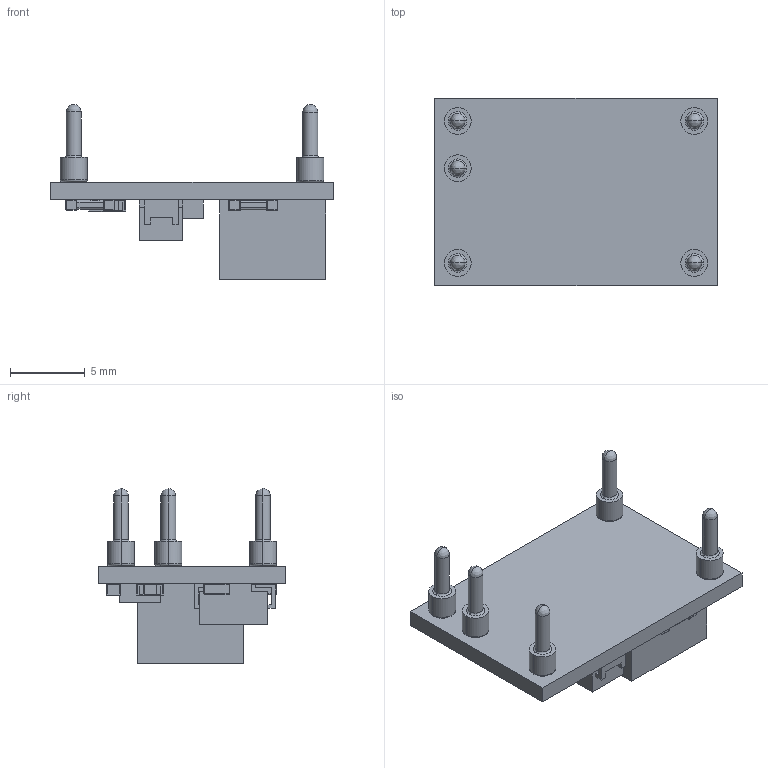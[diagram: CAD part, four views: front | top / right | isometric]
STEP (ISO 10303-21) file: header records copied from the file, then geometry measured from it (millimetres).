
FILE_DESCRIPTION((''),'2;1');
FILE_NAME('PTN78000_TH_mm.stp','2014-03-07T09:06:45',(''),(''),'Mechanical Desktop 2009','Mechanical Desktop 2009',', , ');
FILE_SCHEMA(('CONFIG_CONTROL_DESIGN'));
Length unit declared in the file: millimetre
Products named in the file (13): PTN78000_TH_MM; ~PCB; XFMR; ~~~~~~PART1; PART3; ~~~~~~~~PART1; ~~LEG; 0603_C; 603_R; ~BODY; ~~~~SIDE; ~PART3; ~SOLDER
Assembly tree (24 placements, depth 4):
  PTN78000_TH_MM
    ~PCB
    XFMR
    ~~~~~~PART1  x2
    PART3
    ~~~~~~~~PART1
    ~~LEG  x2
    0603_C  x2
      603_R
        ~BODY
        ~~~~SIDE  x2
    ~PART3  x5
    ~SOLDER  x5
Bounding box: 18.92 x 12.57 x 11.77 mm (x, y, z)
Volume: 638.6 mm3; surface area: 1166.4 mm2
Topology: 24 solids, 24 shells, 435 faces, 981 edges, 531 vertices
Faces by surface type: cylinder 162, plane 155, sphere 64, bspline 34, torus 10, cone 10
Entity records: 6042 total; most frequent: CARTESIAN_POINT 1666, DIRECTION 909, ORIENTED_EDGE 802, EDGE_CURVE 401, AXIS2_PLACEMENT_3D 336, VERTEX_POINT 243, VECTOR 237, LINE 237
